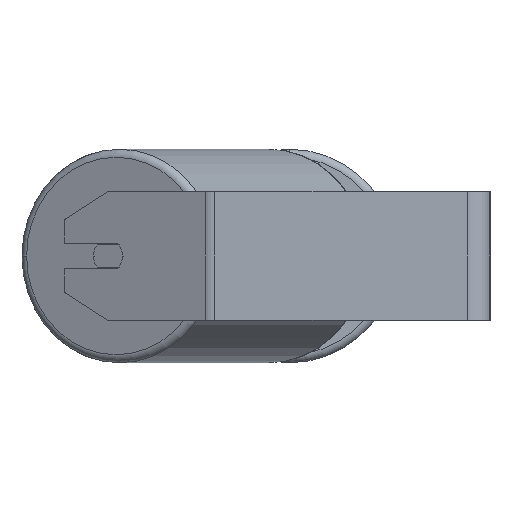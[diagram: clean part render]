
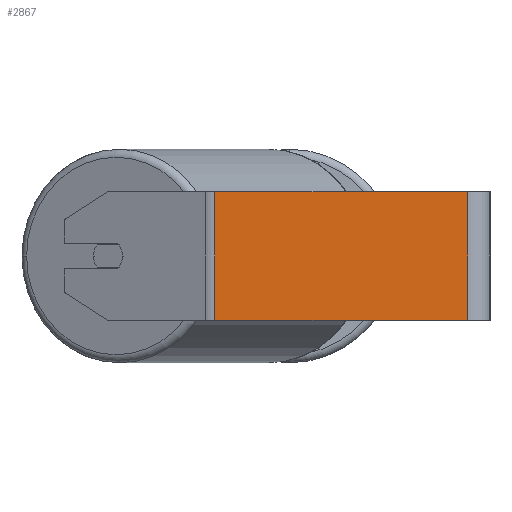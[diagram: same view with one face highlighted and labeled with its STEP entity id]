
A CAD part, left-side view. The second image highlights one B-rep face of the part: STEP entity #2867.
In plain terms, the highlighted planar face has unit normal (-1, 0, 0).
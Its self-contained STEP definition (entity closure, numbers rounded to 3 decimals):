
#257 = VECTOR ( 'NONE', #3154, 1000. ) ;
#508 = VERTEX_POINT ( 'NONE', #1821 ) ;
#537 = EDGE_CURVE ( 'NONE', #978, #1947, #4527, .T. ) ;
#591 = LINE ( 'NONE', #3960, #830 ) ;
#653 = EDGE_CURVE ( 'NONE', #8352, #978, #591, .T. ) ;
#830 = VECTOR ( 'NONE', #6788, 1000. ) ;
#978 = VERTEX_POINT ( 'NONE', #3946 ) ;
#1171 = ORIENTED_EDGE ( 'NONE', *, *, #8069, .F. ) ;
#1520 = LINE ( 'NONE', #5057, #3116 ) ;
#1685 = ORIENTED_EDGE ( 'NONE', *, *, #4206, .F. ) ;
#1821 = CARTESIAN_POINT ( 'NONE',  ( -400., 14., 40. ) ) ;
#1947 = VERTEX_POINT ( 'NONE', #7704 ) ;
#2236 = ORIENTED_EDGE ( 'NONE', *, *, #653, .T. ) ;
#2407 = CARTESIAN_POINT ( 'NONE',  ( -400., 174.608, -40. ) ) ;
#2626 = CARTESIAN_POINT ( 'NONE',  ( -400., 171.504, 40. ) ) ;
#2862 = DIRECTION ( 'NONE',  ( 0., 0., -1. ) ) ;
#2867 = ADVANCED_FACE ( 'NONE', ( #3378 ), #6702, .F. ) ;
#3116 = VECTOR ( 'NONE', #2862, 1000. ) ;
#3154 = DIRECTION ( 'NONE',  ( 0., -1., 0. ) ) ;
#3343 = CARTESIAN_POINT ( 'NONE',  ( -400., 174.608, 40. ) ) ;
#3378 = FACE_OUTER_BOUND ( 'NONE', #8491, .T. ) ;
#3486 = ORIENTED_EDGE ( 'NONE', *, *, #537, .T. ) ;
#3946 = CARTESIAN_POINT ( 'NONE',  ( -400., 171.504, -40. ) ) ;
#3960 = CARTESIAN_POINT ( 'NONE',  ( -400., 171.504, 40. ) ) ;
#4206 = EDGE_CURVE ( 'NONE', #8352, #508, #7670, .T. ) ;
#4527 = LINE ( 'NONE', #2407, #257 ) ;
#4568 = DIRECTION ( 'NONE',  ( 1., 0., 0. ) ) ;
#5057 = CARTESIAN_POINT ( 'NONE',  ( -400., 14., 40. ) ) ;
#6033 = DIRECTION ( 'NONE',  ( 0., -1., 0. ) ) ;
#6702 = PLANE ( 'NONE',  #7223 ) ;
#6788 = DIRECTION ( 'NONE',  ( 0., 0., -1. ) ) ;
#7223 = AXIS2_PLACEMENT_3D ( 'NONE', #7412, #4568, #7270 ) ;
#7270 = DIRECTION ( 'NONE',  ( 0., 0., -1. ) ) ;
#7412 = CARTESIAN_POINT ( 'NONE',  ( -400., 174.608, 40. ) ) ;
#7447 = VECTOR ( 'NONE', #6033, 1000. ) ;
#7670 = LINE ( 'NONE', #3343, #7447 ) ;
#7704 = CARTESIAN_POINT ( 'NONE',  ( -400., 14., -40. ) ) ;
#8069 = EDGE_CURVE ( 'NONE', #508, #1947, #1520, .T. ) ;
#8352 = VERTEX_POINT ( 'NONE', #2626 ) ;
#8491 = EDGE_LOOP ( 'NONE', ( #3486, #1171, #1685, #2236 ) ) ;
